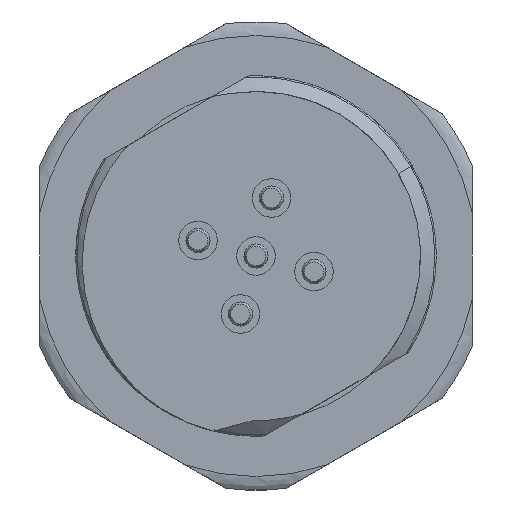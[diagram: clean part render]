
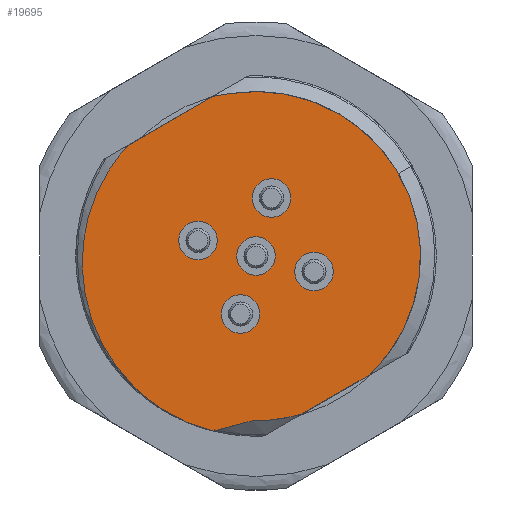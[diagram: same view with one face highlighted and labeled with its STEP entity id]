
A CAD part, front view. The second image highlights one B-rep face of the part: STEP entity #19695.
In plain terms, the highlighted planar face has unit normal (0, -1, 0).
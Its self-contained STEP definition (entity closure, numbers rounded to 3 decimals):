
#6601=CARTESIAN_POINT('',(0.,-7.,0.));
#6602=DIRECTION('',(0.,-1.,0.));
#6603=DIRECTION('',(-0.018,0.,-1.));
#6604=AXIS2_PLACEMENT_3D('',#6601,#6602,#6603);
#6687=CARTESIAN_POINT('',(-1.766,-7.,-7.289));
#6688=CARTESIAN_POINT('',(-1.981,-7.,-7.237));
#6689=CARTESIAN_POINT('',(-2.404,-7.,-7.114));
#6690=CARTESIAN_POINT('',(-3.021,-7.,-6.871));
#6691=CARTESIAN_POINT('',(-3.61,-7.,-6.572));
#6692=CARTESIAN_POINT('',(-4.164,-7.,-6.224));
#6693=CARTESIAN_POINT('',(-4.679,-7.,-5.829));
#6694=CARTESIAN_POINT('',(-4.981,-7.,-5.549));
#6695=CARTESIAN_POINT('',(-5.123,-7.,-5.404));
#6714=CARTESIAN_POINT('',(-5.123,-7.,-5.404));
#6715=CARTESIAN_POINT('',(-5.279,-7.,-5.246));
#6716=CARTESIAN_POINT('',(-5.574,-7.,-4.917));
#6717=CARTESIAN_POINT('',(-5.971,-7.,-4.386));
#6718=CARTESIAN_POINT('',(-6.317,-7.,-3.824));
#6719=CARTESIAN_POINT('',(-6.612,-7.,-3.234));
#6720=CARTESIAN_POINT('',(-6.852,-7.,-2.622));
#6721=CARTESIAN_POINT('',(-7.036,-7.,-1.993));
#6722=CARTESIAN_POINT('',(-7.163,-7.,-1.351));
#6723=CARTESIAN_POINT('',(-7.231,-7.,-0.702));
#6724=CARTESIAN_POINT('',(-7.241,-7.,-0.051));
#6725=CARTESIAN_POINT('',(-7.192,-7.,0.596));
#6726=CARTESIAN_POINT('',(-7.086,-7.,1.236));
#6727=CARTESIAN_POINT('',(-6.923,-7.,1.861));
#6728=CARTESIAN_POINT('',(-6.705,-7.,2.467));
#6729=CARTESIAN_POINT('',(-6.434,-7.,3.051));
#6730=CARTESIAN_POINT('',(-6.112,-7.,3.605));
#6731=CARTESIAN_POINT('',(-5.743,-7.,4.128));
#6732=CARTESIAN_POINT('',(-5.467,-7.,4.451));
#6733=CARTESIAN_POINT('',(-5.322,-7.,4.606));
#6735=DIRECTION('',(0.866,0.,0.5));
#6736=VECTOR('',#6735,4.069);
#6737=CARTESIAN_POINT('',(-5.322,-7.,4.606));
#6738=LINE('',#6737,#6736);
#6739=DIRECTION('',(-0.866,0.,-0.5));
#6740=VECTOR('',#6739,3.286);
#6741=CARTESIAN_POINT('',(4.748,-7.,-4.937));
#6742=LINE('',#6741,#6740);
#6743=DIRECTION('',(-0.966,0.,-0.259));
#6744=VECTOR('',#6743,1.701);
#6745=CARTESIAN_POINT('',(-0.123,-7.,-6.849));
#6746=LINE('',#6745,#6744);
#6747=CARTESIAN_POINT('',(-0.647,-7.,-2.415));
#6748=DIRECTION('',(0.,1.,0.));
#6749=DIRECTION('',(0.5,0.,-0.866));
#6750=AXIS2_PLACEMENT_3D('',#6747,#6748,#6749);
#6752=CARTESIAN_POINT('',(-0.647,-7.,-2.415));
#6753=DIRECTION('',(0.,1.,0.));
#6754=DIRECTION('',(-0.5,0.,0.866));
#6755=AXIS2_PLACEMENT_3D('',#6752,#6753,#6754);
#6757=CARTESIAN_POINT('',(-2.415,-7.,0.647));
#6758=DIRECTION('',(0.,1.,0.));
#6759=DIRECTION('',(0.5,0.,-0.866));
#6760=AXIS2_PLACEMENT_3D('',#6757,#6758,#6759);
#6762=CARTESIAN_POINT('',(-2.415,-7.,0.647));
#6763=DIRECTION('',(0.,1.,0.));
#6764=DIRECTION('',(-0.5,0.,0.866));
#6765=AXIS2_PLACEMENT_3D('',#6762,#6763,#6764);
#6767=CARTESIAN_POINT('',(2.415,-7.,-0.647));
#6768=DIRECTION('',(0.,1.,0.));
#6769=DIRECTION('',(0.5,0.,-0.866));
#6770=AXIS2_PLACEMENT_3D('',#6767,#6768,#6769);
#6772=CARTESIAN_POINT('',(2.415,-7.,-0.647));
#6773=DIRECTION('',(0.,1.,0.));
#6774=DIRECTION('',(-0.5,0.,0.866));
#6775=AXIS2_PLACEMENT_3D('',#6772,#6773,#6774);
#6777=CARTESIAN_POINT('',(0.647,-7.,2.415));
#6778=DIRECTION('',(0.,1.,0.));
#6779=DIRECTION('',(0.5,0.,-0.866));
#6780=AXIS2_PLACEMENT_3D('',#6777,#6778,#6779);
#6782=CARTESIAN_POINT('',(0.647,-7.,2.415));
#6783=DIRECTION('',(0.,1.,0.));
#6784=DIRECTION('',(-0.5,0.,0.866));
#6785=AXIS2_PLACEMENT_3D('',#6782,#6783,#6784);
#6787=CARTESIAN_POINT('',(0.,-7.,0.));
#6788=DIRECTION('',(0.,1.,0.));
#6789=DIRECTION('',(0.5,0.,-0.866));
#6790=AXIS2_PLACEMENT_3D('',#6787,#6788,#6789);
#6792=CARTESIAN_POINT('',(0.,-7.,0.));
#6793=DIRECTION('',(0.,1.,0.));
#6794=DIRECTION('',(-0.5,0.,0.866));
#6795=AXIS2_PLACEMENT_3D('',#6792,#6793,#6794);
#6808=CARTESIAN_POINT('',(-1.798,-7.,6.641));
#6809=CARTESIAN_POINT('',(-1.715,-7.,6.66));
#6810=CARTESIAN_POINT('',(-1.548,-7.,6.695));
#6811=CARTESIAN_POINT('',(-1.296,-7.,6.738));
#6812=CARTESIAN_POINT('',(-1.127,-7.,6.761));
#6813=CARTESIAN_POINT('',(-1.042,-7.,6.77));
#7982=CARTESIAN_POINT('',(0.,-7.,0.));
#7983=DIRECTION('',(0.,-1.,0.));
#7984=DIRECTION('',(0.693,0.,-0.721));
#7985=AXIS2_PLACEMENT_3D('',#7982,#7983,#7984);
#7987=CARTESIAN_POINT('',(-1.042,-7.,6.77));
#8820=CARTESIAN_POINT('',(-5.322,-7.,4.606));
#8821=CARTESIAN_POINT('',(-1.798,-7.,6.641));
#8822=VERTEX_POINT('',#8820);
#8823=VERTEX_POINT('',#8821);
#8824=CARTESIAN_POINT('',(4.748,-7.,-4.937));
#8825=CARTESIAN_POINT('',(1.902,-7.,-6.581));
#8826=VERTEX_POINT('',#8824);
#8827=VERTEX_POINT('',#8825);
#8924=VERTEX_POINT('',#7987);
#8930=CARTESIAN_POINT('',(-0.123,-7.,-6.849));
#8931=CARTESIAN_POINT('',(-1.766,-7.,-7.289));
#8932=VERTEX_POINT('',#8930);
#8933=VERTEX_POINT('',#8931);
#8935=VERTEX_POINT('',#6695);
#9302=CARTESIAN_POINT('',(-0.247,-7.,-3.108));
#9303=CARTESIAN_POINT('',(-1.047,-7.,-1.722));
#9304=VERTEX_POINT('',#9302);
#9305=VERTEX_POINT('',#9303);
#9352=CARTESIAN_POINT('',(-2.015,-7.,-0.046));
#9353=CARTESIAN_POINT('',(-2.815,-7.,1.34));
#9354=VERTEX_POINT('',#9352);
#9355=VERTEX_POINT('',#9353);
#9402=CARTESIAN_POINT('',(2.815,-7.,-1.34));
#9403=CARTESIAN_POINT('',(2.015,-7.,0.046));
#9404=VERTEX_POINT('',#9402);
#9405=VERTEX_POINT('',#9403);
#9452=CARTESIAN_POINT('',(1.047,-7.,1.722));
#9453=CARTESIAN_POINT('',(0.247,-7.,3.108));
#9454=VERTEX_POINT('',#9452);
#9455=VERTEX_POINT('',#9453);
#9502=CARTESIAN_POINT('',(0.4,-7.,-0.693));
#9503=CARTESIAN_POINT('',(-0.4,-7.,0.693));
#9504=VERTEX_POINT('',#9502);
#9505=VERTEX_POINT('',#9503);
#19646=CARTESIAN_POINT('',(0.,-7.,0.));
#19647=DIRECTION('',(0.,-1.,0.));
#19648=DIRECTION('',(0.866,0.,0.5));
#19649=AXIS2_PLACEMENT_3D('',#19646,#19647,#19648);
#19650=PLANE('',#19649);
#19651=ORIENTED_EDGE('',*,*,#18690,.T.);
#19653=ORIENTED_EDGE('',*,*,#19652,.T.);
#19655=ORIENTED_EDGE('',*,*,#19654,.F.);
#19657=ORIENTED_EDGE('',*,*,#19656,.T.);
#19658=ORIENTED_EDGE('',*,*,#19394,.F.);
#19660=ORIENTED_EDGE('',*,*,#19659,.T.);
#19661=ORIENTED_EDGE('',*,*,#19586,.T.);
#19662=ORIENTED_EDGE('',*,*,#19640,.T.);
#19663=EDGE_LOOP('',(#19651,#19653,#19655,#19657,#19658,#19660,#19661,#19662));
#19664=FACE_OUTER_BOUND('',#19663,.F.);
#19666=ORIENTED_EDGE('',*,*,#19665,.F.);
#19668=ORIENTED_EDGE('',*,*,#19667,.F.);
#19669=EDGE_LOOP('',(#19666,#19668));
#19670=FACE_BOUND('',#19669,.F.);
#19672=ORIENTED_EDGE('',*,*,#19671,.F.);
#19674=ORIENTED_EDGE('',*,*,#19673,.F.);
#19675=EDGE_LOOP('',(#19672,#19674));
#19676=FACE_BOUND('',#19675,.F.);
#19678=ORIENTED_EDGE('',*,*,#19677,.F.);
#19680=ORIENTED_EDGE('',*,*,#19679,.F.);
#19681=EDGE_LOOP('',(#19678,#19680));
#19682=FACE_BOUND('',#19681,.F.);
#19684=ORIENTED_EDGE('',*,*,#19683,.F.);
#19686=ORIENTED_EDGE('',*,*,#19685,.F.);
#19687=EDGE_LOOP('',(#19684,#19686));
#19688=FACE_BOUND('',#19687,.F.);
#19690=ORIENTED_EDGE('',*,*,#19689,.F.);
#19692=ORIENTED_EDGE('',*,*,#19691,.F.);
#19693=EDGE_LOOP('',(#19690,#19692));
#19694=FACE_BOUND('',#19693,.F.);
#6605=CIRCLE('',#6604,6.85);
#6696=B_SPLINE_CURVE_WITH_KNOTS('',3,(#6687,#6688,#6689,#6690,#6691,#6692,#6693,
#6694,#6695),.UNSPECIFIED.,.F.,.F.,(4,1,1,1,1,1,4),(0.,0.167,
0.333,0.5,0.667,0.833,1.),
.UNSPECIFIED.);
#6734=B_SPLINE_CURVE_WITH_KNOTS('',3,(#6714,#6715,#6716,#6717,#6718,#6719,#6720,
#6721,#6722,#6723,#6724,#6725,#6726,#6727,#6728,#6729,#6730,#6731,#6732,#6733),
.UNSPECIFIED.,.F.,.F.,(4,1,1,1,1,1,1,1,1,1,1,1,1,1,1,1,1,4),(0.,
0.059,0.118,0.176,0.235,
0.294,0.353,0.412,0.471,
0.529,0.588,0.647,0.706,
0.765,0.824,0.882,0.941,1.),
.UNSPECIFIED.);
#6751=CIRCLE('',#6750,0.8);
#6756=CIRCLE('',#6755,0.8);
#6761=CIRCLE('',#6760,0.8);
#6766=CIRCLE('',#6765,0.8);
#6771=CIRCLE('',#6770,0.8);
#6776=CIRCLE('',#6775,0.8);
#6781=CIRCLE('',#6780,0.8);
#6786=CIRCLE('',#6785,0.8);
#6791=CIRCLE('',#6790,0.8);
#6796=CIRCLE('',#6795,0.8);
#6814=B_SPLINE_CURVE_WITH_KNOTS('',3,(#6808,#6809,#6810,#6811,#6812,#6813),
.UNSPECIFIED.,.F.,.F.,(4,1,1,4),(0.,0.333,0.667,1.),
.UNSPECIFIED.);
#7986=CIRCLE('',#7985,6.85);
#18690=EDGE_CURVE('',#8822,#8823,#6738,.T.);
#19394=EDGE_CURVE('',#8932,#8827,#6605,.T.);
#19586=EDGE_CURVE('',#8933,#8935,#6696,.T.);
#19640=EDGE_CURVE('',#8935,#8822,#6734,.T.);
#19652=EDGE_CURVE('',#8823,#8924,#6814,.T.);
#19654=EDGE_CURVE('',#8826,#8924,#7986,.T.);
#19656=EDGE_CURVE('',#8826,#8827,#6742,.T.);
#19659=EDGE_CURVE('',#8932,#8933,#6746,.T.);
#19665=EDGE_CURVE('',#9304,#9305,#6751,.T.);
#19667=EDGE_CURVE('',#9305,#9304,#6756,.T.);
#19671=EDGE_CURVE('',#9354,#9355,#6761,.T.);
#19673=EDGE_CURVE('',#9355,#9354,#6766,.T.);
#19677=EDGE_CURVE('',#9404,#9405,#6771,.T.);
#19679=EDGE_CURVE('',#9405,#9404,#6776,.T.);
#19683=EDGE_CURVE('',#9454,#9455,#6781,.T.);
#19685=EDGE_CURVE('',#9455,#9454,#6786,.T.);
#19689=EDGE_CURVE('',#9504,#9505,#6791,.T.);
#19691=EDGE_CURVE('',#9505,#9504,#6796,.T.);
#19695=ADVANCED_FACE('',(#19664,#19670,#19676,#19682,#19688,#19694),#19650,.T.);
